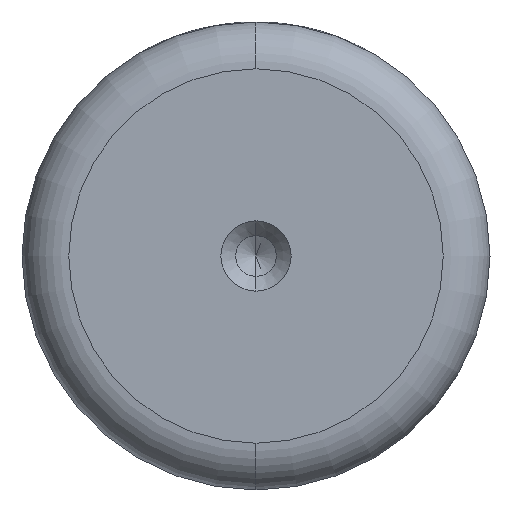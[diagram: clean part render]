
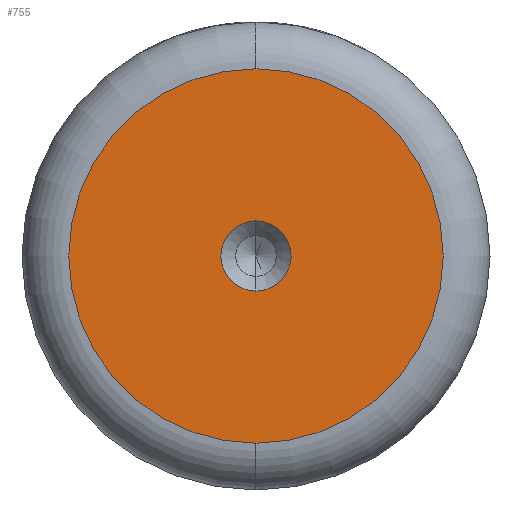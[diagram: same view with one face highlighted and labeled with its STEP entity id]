
A CAD part, left-side view. The second image highlights one B-rep face of the part: STEP entity #755.
In plain terms, the highlighted planar face has unit normal (-1, 0, 0).
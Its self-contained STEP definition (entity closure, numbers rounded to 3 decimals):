
#28 = CIRCLE ( 'NONE', #301, 2.25 ) ;
#58 = AXIS2_PLACEMENT_3D ( 'NONE', #1093, #1101, #467 ) ;
#63 = FACE_BOUND ( 'NONE', #203, .T. ) ;
#108 = AXIS2_PLACEMENT_3D ( 'NONE', #470, #1206, #577 ) ;
#115 = PLANE ( 'NONE',  #58 ) ;
#203 = EDGE_LOOP ( 'NONE', ( #1176, #1267 ) ) ;
#234 = CARTESIAN_POINT ( 'NONE',  ( 0., 0., 0. ) ) ;
#277 = VERTEX_POINT ( 'NONE', #1162 ) ;
#301 = AXIS2_PLACEMENT_3D ( 'NONE', #307, #1042, #425 ) ;
#307 = CARTESIAN_POINT ( 'NONE',  ( 0., 0., 0. ) ) ;
#363 = DIRECTION ( 'NONE',  ( 0., 0., 1. ) ) ;
#369 = CIRCLE ( 'NONE', #108, 12. ) ;
#385 = AXIS2_PLACEMENT_3D ( 'NONE', #1263, #629, #1369 ) ;
#387 = CIRCLE ( 'NONE', #959, 12. ) ;
#425 = DIRECTION ( 'NONE',  ( 0., 0., 1. ) ) ;
#427 = EDGE_LOOP ( 'NONE', ( #620, #1123 ) ) ;
#467 = DIRECTION ( 'NONE',  ( 0., 0., 1. ) ) ;
#470 = CARTESIAN_POINT ( 'NONE',  ( 0., 0., 0. ) ) ;
#577 = DIRECTION ( 'NONE',  ( 0., 0., 1. ) ) ;
#620 = ORIENTED_EDGE ( 'NONE', *, *, #733, .T. ) ;
#629 = DIRECTION ( 'NONE',  ( -1., 0., 0. ) ) ;
#733 = EDGE_CURVE ( 'NONE', #1079, #957, #387, .T. ) ;
#755 = ADVANCED_FACE ( 'NONE', ( #63, #1188 ), #115, .T. ) ;
#851 = EDGE_CURVE ( 'NONE', #1342, #277, #28, .T. ) ;
#856 = EDGE_CURVE ( 'NONE', #277, #1342, #1401, .T. ) ;
#957 = VERTEX_POINT ( 'NONE', #1075 ) ;
#959 = AXIS2_PLACEMENT_3D ( 'NONE', #234, #984, #363 ) ;
#984 = DIRECTION ( 'NONE',  ( -1., 0., 0. ) ) ;
#1019 = CARTESIAN_POINT ( 'NONE',  ( 0., 0., 2.25 ) ) ;
#1042 = DIRECTION ( 'NONE',  ( -1., 0., 0. ) ) ;
#1075 = CARTESIAN_POINT ( 'NONE',  ( 0., 0., -12. ) ) ;
#1079 = VERTEX_POINT ( 'NONE', #1399 ) ;
#1093 = CARTESIAN_POINT ( 'NONE',  ( 0., 0., 0. ) ) ;
#1101 = DIRECTION ( 'NONE',  ( -1., 0., 0. ) ) ;
#1123 = ORIENTED_EDGE ( 'NONE', *, *, #1146, .T. ) ;
#1146 = EDGE_CURVE ( 'NONE', #957, #1079, #369, .T. ) ;
#1162 = CARTESIAN_POINT ( 'NONE',  ( 0., 0., -2.25 ) ) ;
#1176 = ORIENTED_EDGE ( 'NONE', *, *, #851, .F. ) ;
#1188 = FACE_OUTER_BOUND ( 'NONE', #427, .T. ) ;
#1206 = DIRECTION ( 'NONE',  ( -1., 0., 0. ) ) ;
#1263 = CARTESIAN_POINT ( 'NONE',  ( 0., 0., 0. ) ) ;
#1267 = ORIENTED_EDGE ( 'NONE', *, *, #856, .F. ) ;
#1342 = VERTEX_POINT ( 'NONE', #1019 ) ;
#1369 = DIRECTION ( 'NONE',  ( 0., 0., 1. ) ) ;
#1399 = CARTESIAN_POINT ( 'NONE',  ( 0., 0., 12. ) ) ;
#1401 = CIRCLE ( 'NONE', #385, 2.25 ) ;
